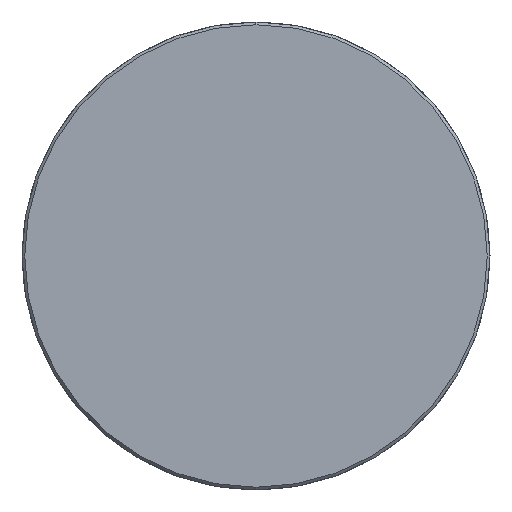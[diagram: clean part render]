
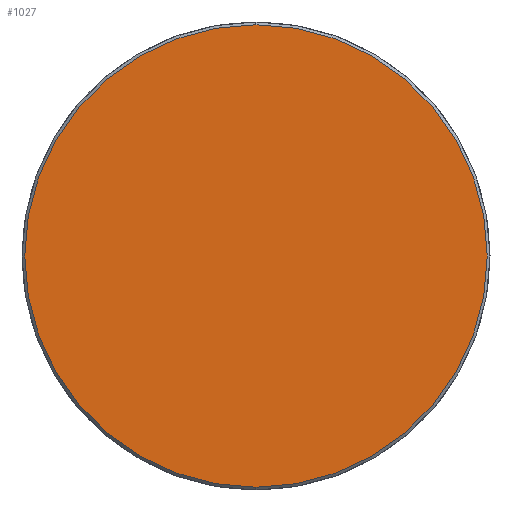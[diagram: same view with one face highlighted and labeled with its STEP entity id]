
A CAD part, left-side view. The second image highlights one B-rep face of the part: STEP entity #1027.
In plain terms, the highlighted planar face has unit normal (-1, 0, 0).
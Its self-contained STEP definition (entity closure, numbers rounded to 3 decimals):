
#245 = ORIENTED_EDGE ( 'NONE', *, *, #2036, .T. ) ;
#276 = VERTEX_POINT ( 'NONE', #1159 ) ;
#279 = DIRECTION ( 'NONE',  ( -1., 0., 0. ) ) ;
#335 = DIRECTION ( 'NONE',  ( 1., 0., 0. ) ) ;
#365 = PLANE ( 'NONE',  #810 ) ;
#684 = CARTESIAN_POINT ( 'NONE',  ( -215.15, 0., -83.5 ) ) ;
#810 = AXIS2_PLACEMENT_3D ( 'NONE', #3207, #335, #3183 ) ;
#853 = EDGE_CURVE ( 'NONE', #3510, #276, #1125, .T. ) ;
#1027 = ADVANCED_FACE ( 'NONE', ( #1121 ), #365, .F. ) ;
#1121 = FACE_OUTER_BOUND ( 'NONE', #1390, .T. ) ;
#1125 = CIRCLE ( 'NONE', #3758, 83.5 ) ;
#1159 = CARTESIAN_POINT ( 'NONE',  ( -215.15, 0., 83.5 ) ) ;
#1261 = AXIS2_PLACEMENT_3D ( 'NONE', #2831, #2557, #3813 ) ;
#1363 = CIRCLE ( 'NONE', #1261, 83.5 ) ;
#1390 = EDGE_LOOP ( 'NONE', ( #3400, #245 ) ) ;
#2036 = EDGE_CURVE ( 'NONE', #276, #3510, #1363, .T. ) ;
#2181 = CARTESIAN_POINT ( 'NONE',  ( -215.15, 0., 0. ) ) ;
#2557 = DIRECTION ( 'NONE',  ( -1., 0., 0. ) ) ;
#2784 = DIRECTION ( 'NONE',  ( 0., 0., -1. ) ) ;
#2831 = CARTESIAN_POINT ( 'NONE',  ( -215.15, 0., 0. ) ) ;
#3183 = DIRECTION ( 'NONE',  ( 0., 0., -1. ) ) ;
#3207 = CARTESIAN_POINT ( 'NONE',  ( -215.15, -84.502, 84.502 ) ) ;
#3400 = ORIENTED_EDGE ( 'NONE', *, *, #853, .T. ) ;
#3510 = VERTEX_POINT ( 'NONE', #684 ) ;
#3758 = AXIS2_PLACEMENT_3D ( 'NONE', #2181, #279, #2784 ) ;
#3813 = DIRECTION ( 'NONE',  ( 0., 0., -1. ) ) ;
